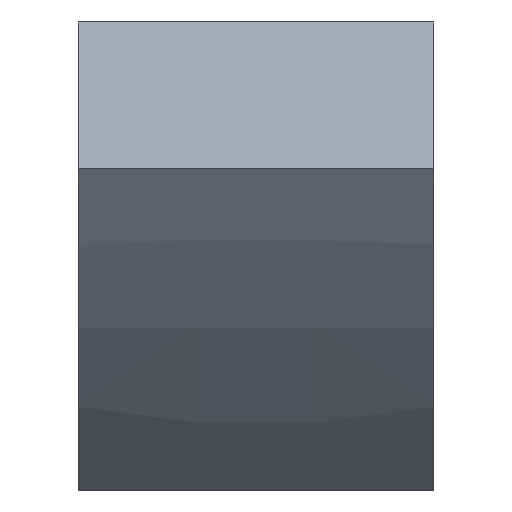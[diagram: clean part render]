
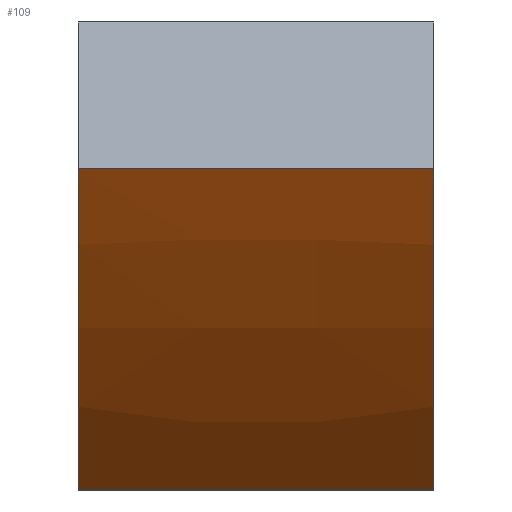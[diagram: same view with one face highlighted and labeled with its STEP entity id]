
A CAD part, left-side view. The second image highlights one B-rep face of the part: STEP entity #109.
In plain terms, the highlighted free-form (B-spline) face has degree [3, 3] with [4, 7] control points.
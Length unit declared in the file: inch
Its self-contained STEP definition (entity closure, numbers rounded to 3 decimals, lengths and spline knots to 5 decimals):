
#22=FACE_OUTER_BOUND('',#29,.T.);
#29=EDGE_LOOP('',(#82,#83,#84,#85));
#41=B_SPLINE_CURVE_WITH_KNOTS('',3,(#246,#247,#248,#249,#250,#251,#252),
 .UNSPECIFIED.,.F.,.F.,(4,1,1,1,4),(2.26985,2.35644,2.45522,
2.55277,2.61864),.UNSPECIFIED.);
#42=B_SPLINE_CURVE_WITH_KNOTS('',3,(#282,#283,#284,#285,#286,#287),
 .UNSPECIFIED.,.F.,.F.,(4,2,4),(-19.05,-9.525,0.),.UNSPECIFIED.);
#43=B_SPLINE_CURVE_WITH_KNOTS('',3,(#289,#290,#291,#292,#293,#294),
 .UNSPECIFIED.,.F.,.F.,(4,2,4),(-19.05,-9.525,0.),.UNSPECIFIED.);
#44=B_SPLINE_CURVE_WITH_KNOTS('',3,(#295,#296,#297,#298,#299,#300,#301),
 .UNSPECIFIED.,.F.,.F.,(4,1,1,1,4),(2.26985,2.35644,2.45522,
2.55277,2.61864),.UNSPECIFIED.);
#52=VERTEX_POINT('',#227);
#54=VERTEX_POINT('',#241);
#55=VERTEX_POINT('',#281);
#56=VERTEX_POINT('',#288);
#65=EDGE_CURVE('',#52,#54,#41,.T.);
#66=EDGE_CURVE('',#55,#52,#42,.T.);
#67=EDGE_CURVE('',#54,#56,#43,.T.);
#68=EDGE_CURVE('',#55,#56,#44,.T.);
#82=ORIENTED_EDGE('',*,*,#66,.T.);
#83=ORIENTED_EDGE('',*,*,#65,.T.);
#84=ORIENTED_EDGE('',*,*,#67,.T.);
#85=ORIENTED_EDGE('',*,*,#68,.F.);
#105=B_SPLINE_SURFACE_WITH_KNOTS('',3,3,((#253,#254,#255,#256,#257,#258,
#259),(#260,#261,#262,#263,#264,#265,#266),(#267,#268,#269,#270,#271,#272,
#273),(#274,#275,#276,#277,#278,#279,#280)),.UNSPECIFIED.,.F.,.F.,.F.,(4,
4),(4,1,1,1,4),(-19.05,0.),(2.26985,2.35644,2.45522,
2.55277,2.61864),.UNSPECIFIED.);
#109=ADVANCED_FACE('',(#22),#105,.T.);
#227=CARTESIAN_POINT('',(44.07913,7.75,19.51907));
#241=CARTESIAN_POINT('',(59.34496,7.75,12.73566));
#246=CARTESIAN_POINT('Ctrl Pts',(44.07913,7.75,19.51907));
#247=CARTESIAN_POINT('Ctrl Pts',(45.59268,7.75,19.04541));
#248=CARTESIAN_POINT('Ctrl Pts',(48.71454,7.75,17.97925));
#249=CARTESIAN_POINT('Ctrl Pts',(53.05561,7.75,16.19429));
#250=CARTESIAN_POINT('Ctrl Pts',(56.62361,7.75,14.40134));
#251=CARTESIAN_POINT('Ctrl Pts',(58.5938,7.75,13.22072));
#252=CARTESIAN_POINT('Ctrl Pts',(59.34496,7.75,12.73566));
#253=CARTESIAN_POINT('Ctrl Pts',(44.07913,0.25,19.51907));
#254=CARTESIAN_POINT('Ctrl Pts',(45.59268,0.25,19.04541));
#255=CARTESIAN_POINT('Ctrl Pts',(48.71454,0.25,17.97925));
#256=CARTESIAN_POINT('Ctrl Pts',(53.05561,0.25,16.19429));
#257=CARTESIAN_POINT('Ctrl Pts',(56.62361,0.25,14.40134));
#258=CARTESIAN_POINT('Ctrl Pts',(58.5938,0.25,13.22072));
#259=CARTESIAN_POINT('Ctrl Pts',(59.34496,0.25,12.73566));
#260=CARTESIAN_POINT('Ctrl Pts',(44.07913,2.75,19.51907));
#261=CARTESIAN_POINT('Ctrl Pts',(45.59268,2.75,19.04541));
#262=CARTESIAN_POINT('Ctrl Pts',(48.71454,2.75,17.97925));
#263=CARTESIAN_POINT('Ctrl Pts',(53.05561,2.75,16.19429));
#264=CARTESIAN_POINT('Ctrl Pts',(56.62361,2.75,14.40134));
#265=CARTESIAN_POINT('Ctrl Pts',(58.5938,2.75,13.22072));
#266=CARTESIAN_POINT('Ctrl Pts',(59.34496,2.75,12.73566));
#267=CARTESIAN_POINT('Ctrl Pts',(44.07913,5.25,19.51907));
#268=CARTESIAN_POINT('Ctrl Pts',(45.59268,5.25,19.04541));
#269=CARTESIAN_POINT('Ctrl Pts',(48.71454,5.25,17.97925));
#270=CARTESIAN_POINT('Ctrl Pts',(53.05561,5.25,16.19429));
#271=CARTESIAN_POINT('Ctrl Pts',(56.62361,5.25,14.40134));
#272=CARTESIAN_POINT('Ctrl Pts',(58.5938,5.25,13.22072));
#273=CARTESIAN_POINT('Ctrl Pts',(59.34496,5.25,12.73566));
#274=CARTESIAN_POINT('Ctrl Pts',(44.07913,7.75,19.51907));
#275=CARTESIAN_POINT('Ctrl Pts',(45.59268,7.75,19.04541));
#276=CARTESIAN_POINT('Ctrl Pts',(48.71454,7.75,17.97925));
#277=CARTESIAN_POINT('Ctrl Pts',(53.05561,7.75,16.19429));
#278=CARTESIAN_POINT('Ctrl Pts',(56.62361,7.75,14.40134));
#279=CARTESIAN_POINT('Ctrl Pts',(58.5938,7.75,13.22072));
#280=CARTESIAN_POINT('Ctrl Pts',(59.34496,7.75,12.73566));
#281=CARTESIAN_POINT('',(44.07913,0.25,19.51907));
#282=CARTESIAN_POINT('Ctrl Pts',(44.07913,0.25,19.51907));
#283=CARTESIAN_POINT('Ctrl Pts',(44.07913,1.5,19.51907));
#284=CARTESIAN_POINT('Ctrl Pts',(44.07913,2.75,19.51907));
#285=CARTESIAN_POINT('Ctrl Pts',(44.07913,5.25,19.51907));
#286=CARTESIAN_POINT('Ctrl Pts',(44.07913,6.5,19.51907));
#287=CARTESIAN_POINT('Ctrl Pts',(44.07913,7.75,19.51907));
#288=CARTESIAN_POINT('',(59.34496,0.25,12.73566));
#289=CARTESIAN_POINT('Ctrl Pts',(59.34496,7.75,12.73566));
#290=CARTESIAN_POINT('Ctrl Pts',(59.34496,6.5,12.73566));
#291=CARTESIAN_POINT('Ctrl Pts',(59.34496,5.25,12.73566));
#292=CARTESIAN_POINT('Ctrl Pts',(59.34496,2.75,12.73566));
#293=CARTESIAN_POINT('Ctrl Pts',(59.34496,1.5,12.73566));
#294=CARTESIAN_POINT('Ctrl Pts',(59.34496,0.25,12.73566));
#295=CARTESIAN_POINT('Ctrl Pts',(44.07913,0.25,19.51907));
#296=CARTESIAN_POINT('Ctrl Pts',(45.59268,0.25,19.04541));
#297=CARTESIAN_POINT('Ctrl Pts',(48.71454,0.25,17.97925));
#298=CARTESIAN_POINT('Ctrl Pts',(53.05561,0.25,16.19429));
#299=CARTESIAN_POINT('Ctrl Pts',(56.62362,0.25,14.40134));
#300=CARTESIAN_POINT('Ctrl Pts',(58.5938,0.25,13.22072));
#301=CARTESIAN_POINT('Ctrl Pts',(59.34496,0.25,12.73566));
